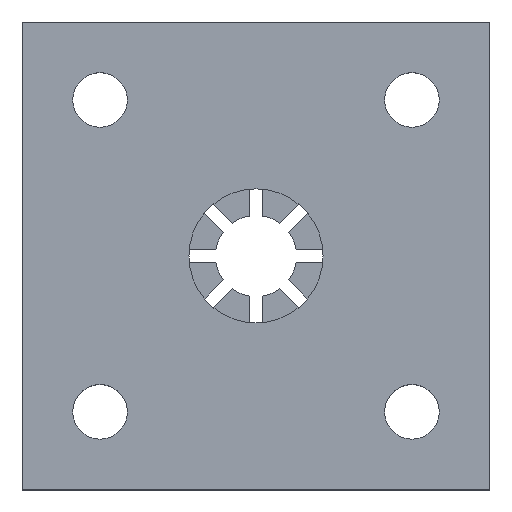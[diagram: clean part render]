
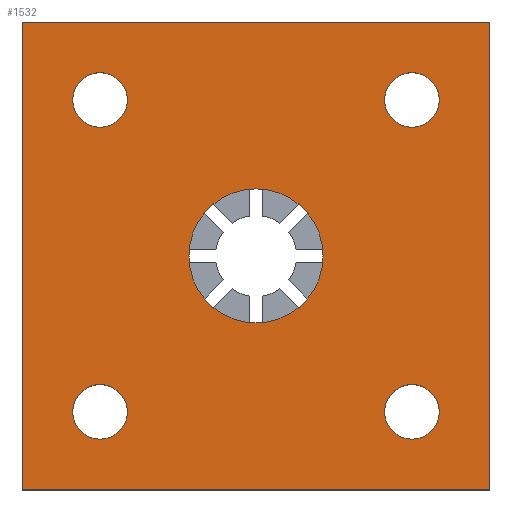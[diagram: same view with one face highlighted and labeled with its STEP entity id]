
A CAD part, top view. The second image highlights one B-rep face of the part: STEP entity #1532.
In plain terms, the highlighted planar face has unit normal (0, 0, 1).
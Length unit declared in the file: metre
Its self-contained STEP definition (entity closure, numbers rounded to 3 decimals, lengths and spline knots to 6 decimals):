
#94=CIRCLE('',#1599,0.00175);
#96=CIRCLE('',#1602,0.00175);
#98=CIRCLE('',#1605,0.00175);
#100=CIRCLE('',#1608,0.00175);
#158=CIRCLE('',#1702,0.0043);
#417=ORIENTED_EDGE('',*,*,#819,.T.);
#418=ORIENTED_EDGE('',*,*,#700,.T.);
#419=ORIENTED_EDGE('',*,*,#698,.T.);
#420=ORIENTED_EDGE('',*,*,#696,.T.);
#421=ORIENTED_EDGE('',*,*,#694,.T.);
#422=ORIENTED_EDGE('',*,*,#693,.T.);
#423=ORIENTED_EDGE('',*,*,#690,.T.);
#424=ORIENTED_EDGE('',*,*,#818,.T.);
#425=ORIENTED_EDGE('',*,*,#817,.T.);
#690=EDGE_CURVE('',#919,#921,#1076,.T.);
#693=EDGE_CURVE('',#923,#919,#1079,.T.);
#694=EDGE_CURVE('',#924,#924,#94,.T.);
#696=EDGE_CURVE('',#926,#926,#96,.T.);
#698=EDGE_CURVE('',#928,#928,#98,.T.);
#700=EDGE_CURVE('',#930,#930,#100,.T.);
#817=EDGE_CURVE('',#1021,#923,#1131,.T.);
#818=EDGE_CURVE('',#921,#1021,#1132,.T.);
#819=EDGE_CURVE('',#1022,#1022,#158,.T.);
#919=VERTEX_POINT('',#2248);
#921=VERTEX_POINT('',#2252);
#923=VERTEX_POINT('',#2257);
#924=VERTEX_POINT('',#2262);
#926=VERTEX_POINT('',#2267);
#928=VERTEX_POINT('',#2272);
#930=VERTEX_POINT('',#2277);
#1021=VERTEX_POINT('',#2542);
#1022=VERTEX_POINT('',#2548);
#1076=LINE('',#2253,#1152);
#1079=LINE('',#2259,#1155);
#1131=LINE('',#2543,#1207);
#1132=LINE('',#2545,#1208);
#1152=VECTOR('',#1793,1.);
#1155=VECTOR('',#1798,1.);
#1207=VECTOR('',#2054,1.);
#1208=VECTOR('',#2057,1.);
#1283=EDGE_LOOP('',(#417));
#1284=EDGE_LOOP('',(#418));
#1285=EDGE_LOOP('',(#419));
#1286=EDGE_LOOP('',(#420));
#1287=EDGE_LOOP('',(#421));
#1288=EDGE_LOOP('',(#422,#423,#424,#425));
#1399=FACE_BOUND('',#1283,.T.);
#1400=FACE_BOUND('',#1284,.T.);
#1401=FACE_BOUND('',#1285,.T.);
#1402=FACE_BOUND('',#1286,.T.);
#1403=FACE_BOUND('',#1287,.T.);
#1404=FACE_BOUND('',#1288,.T.);
#1474=PLANE('',#1701);
#1532=ADVANCED_FACE('',(#1399,#1400,#1401,#1402,#1403,#1404),#1474,.T.);
#1599=AXIS2_PLACEMENT_3D('',#2261,#1801,#1802);
#1602=AXIS2_PLACEMENT_3D('',#2266,#1807,#1808);
#1605=AXIS2_PLACEMENT_3D('',#2271,#1813,#1814);
#1608=AXIS2_PLACEMENT_3D('',#2276,#1819,#1820);
#1701=AXIS2_PLACEMENT_3D('',#2546,#2058,#2059);
#1702=AXIS2_PLACEMENT_3D('',#2547,#2060,#2061);
#1793=DIRECTION('',(0.,1.,0.));
#1798=DIRECTION('',(1.,0.,0.));
#1801=DIRECTION('',(0.,0.,-1.));
#1802=DIRECTION('',(0.,-1.,0.));
#1807=DIRECTION('',(0.,0.,-1.));
#1808=DIRECTION('',(-1.,0.,0.));
#1813=DIRECTION('',(0.,0.,-1.));
#1814=DIRECTION('',(0.,1.,0.));
#1819=DIRECTION('',(0.,0.,-1.));
#1820=DIRECTION('',(1.,0.,0.));
#2054=DIRECTION('',(0.,-1.,0.));
#2057=DIRECTION('',(-1.,0.,0.));
#2058=DIRECTION('',(0.,0.,1.));
#2059=DIRECTION('',(1.,0.,0.));
#2060=DIRECTION('',(0.,0.,-1.));
#2061=DIRECTION('',(1.,0.,0.));
#2248=CARTESIAN_POINT('',(0.015,-0.015,0.006));
#2252=CARTESIAN_POINT('',(0.015,0.015,0.006));
#2253=CARTESIAN_POINT('',(0.015,0.,0.006));
#2257=CARTESIAN_POINT('',(-0.015,-0.015,0.006));
#2259=CARTESIAN_POINT('',(0.,-0.015,0.006));
#2261=CARTESIAN_POINT('',(0.01,-0.01,0.006));
#2262=CARTESIAN_POINT('',(0.01,-0.01175,0.006));
#2266=CARTESIAN_POINT('',(-0.01,-0.01,0.006));
#2267=CARTESIAN_POINT('',(-0.01175,-0.01,0.006));
#2271=CARTESIAN_POINT('',(-0.01,0.01,0.006));
#2272=CARTESIAN_POINT('',(-0.01,0.01175,0.006));
#2276=CARTESIAN_POINT('',(0.01,0.01,0.006));
#2277=CARTESIAN_POINT('',(0.01175,0.01,0.006));
#2542=CARTESIAN_POINT('',(-0.015,0.015,0.006));
#2543=CARTESIAN_POINT('',(-0.015,0.,0.006));
#2545=CARTESIAN_POINT('',(0.,0.015,0.006));
#2546=CARTESIAN_POINT('',(0.,0.,0.006));
#2547=CARTESIAN_POINT('',(0.,0.,0.006));
#2548=CARTESIAN_POINT('',(0.0043,0.,0.006));
